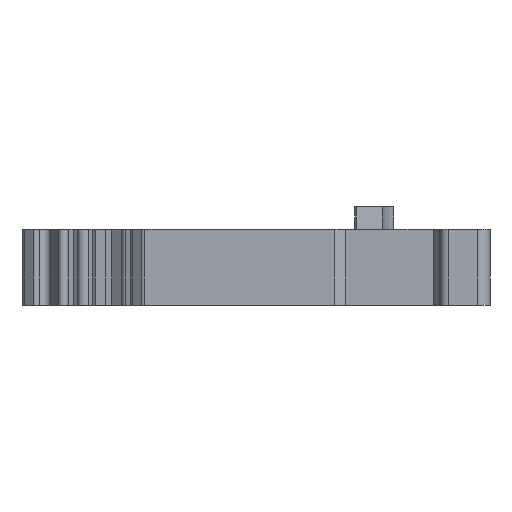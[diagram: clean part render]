
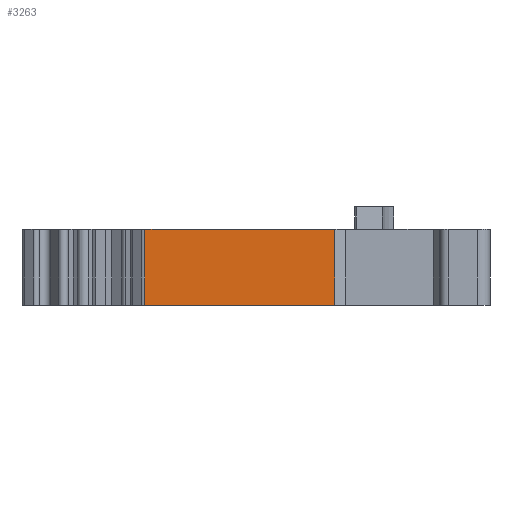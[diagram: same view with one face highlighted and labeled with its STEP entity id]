
A CAD part, left-side view. The second image highlights one B-rep face of the part: STEP entity #3263.
In plain terms, the highlighted planar face has unit normal (-1, 0, 0).
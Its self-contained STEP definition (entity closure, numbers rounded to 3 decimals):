
#300=DIRECTION('',(0.,-1.,0.));
#301=VECTOR('',#300,15.012);
#302=CARTESIAN_POINT('',(-12.,18.278,0.));
#303=LINE('',#302,#301);
#667=DIRECTION('',(0.,0.,1.));
#668=VECTOR('',#667,6.);
#669=CARTESIAN_POINT('',(-12.,3.266,0.));
#670=LINE('',#669,#668);
#671=DIRECTION('',(0.,0.,1.));
#672=VECTOR('',#671,6.);
#673=CARTESIAN_POINT('',(-12.,18.278,0.));
#674=LINE('',#673,#672);
#1075=DIRECTION('',(0.,-1.,0.));
#1076=VECTOR('',#1075,15.012);
#1077=CARTESIAN_POINT('',(-12.,18.278,6.));
#1078=LINE('',#1077,#1076);
#1883=CARTESIAN_POINT('',(-12.,18.278,0.));
#1884=VERTEX_POINT('',#1883);
#1885=CARTESIAN_POINT('',(-12.,3.266,0.));
#1886=VERTEX_POINT('',#1885);
#1937=CARTESIAN_POINT('',(-12.,18.278,6.));
#1938=VERTEX_POINT('',#1937);
#1939=CARTESIAN_POINT('',(-12.,3.266,6.));
#1940=VERTEX_POINT('',#1939);
#3250=CARTESIAN_POINT('',(-12.,18.278,0.));
#3251=DIRECTION('',(-1.,0.,0.));
#3252=DIRECTION('',(0.,-1.,0.));
#3253=AXIS2_PLACEMENT_3D('',#3250,#3251,#3252);
#3254=PLANE('',#3253);
#3255=ORIENTED_EDGE('',*,*,#2564,.F.);
#3257=ORIENTED_EDGE('',*,*,#3256,.T.);
#3259=ORIENTED_EDGE('',*,*,#3258,.T.);
#3260=ORIENTED_EDGE('',*,*,#3242,.F.);
#3261=EDGE_LOOP('',(#3255,#3257,#3259,#3260));
#3262=FACE_OUTER_BOUND('',#3261,.F.);
#3263=ADVANCED_FACE('',(#3262),#3254,.T.);
#2564=EDGE_CURVE('',#1884,#1886,#303,.T.);
#3242=EDGE_CURVE('',#1886,#1940,#670,.T.);
#3256=EDGE_CURVE('',#1884,#1938,#674,.T.);
#3258=EDGE_CURVE('',#1938,#1940,#1078,.T.);
